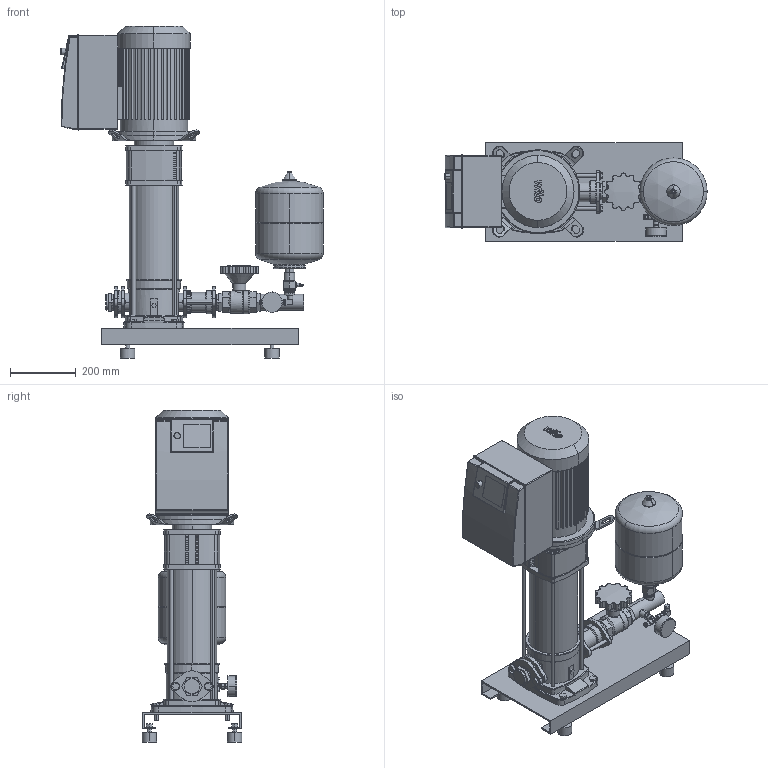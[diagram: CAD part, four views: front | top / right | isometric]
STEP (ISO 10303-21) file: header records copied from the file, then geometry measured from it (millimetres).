
FILE_DESCRIPTION((''),'2;1');
FILE_NAME('3d_SiBoostSmart1HelixVE1006-2537654.stp','2015-08-24T10:45:48',(''),(''),'Mechanical Desktop 2009','Mechanical Desktop 2009',', , ');
FILE_SCHEMA(('CONFIG_CONTROL_DESIGN'));
Length unit declared in the file: millimetre
Products named in the file (1): Product
Bounding box: 800 x 304 x 1012.2 mm (x, y, z)
Volume: 45094148.5 mm3; surface area: 2885286.8 mm2
Topology: 56 solids, 56 shells, 1588 faces, 3977 edges, 2577 vertices
Faces by surface type: plane 563, cylinder 445, bspline 401, cone 88, torus 74, sphere 17
Entity records: 53259 total; most frequent: CARTESIAN_POINT 15374, ORIENTED_EDGE 7930, DIRECTION 7652, EDGE_CURVE 3965, AXIS2_PLACEMENT_3D 2698, VERTEX_POINT 2577, VECTOR 2256, LINE 2256
